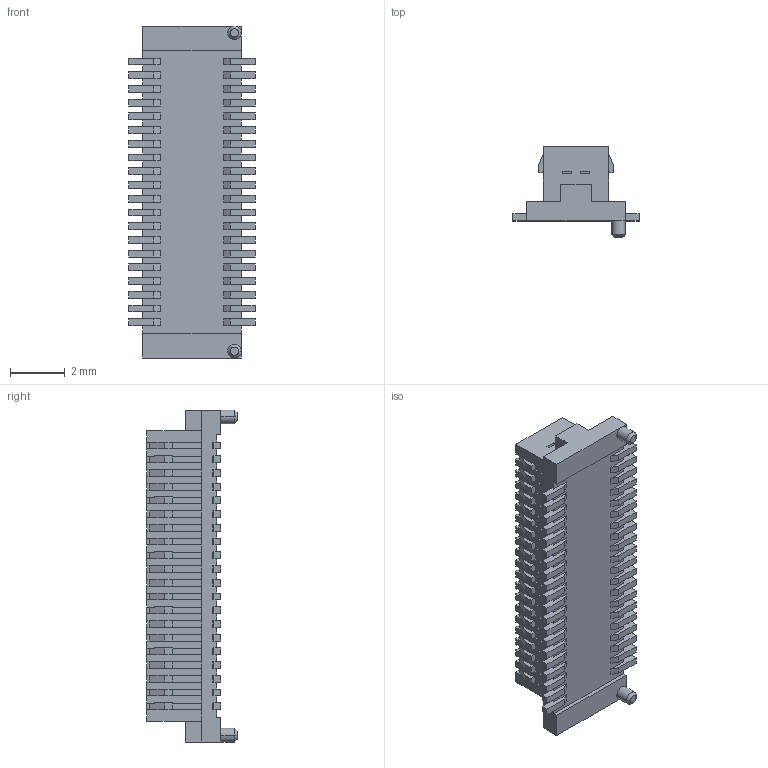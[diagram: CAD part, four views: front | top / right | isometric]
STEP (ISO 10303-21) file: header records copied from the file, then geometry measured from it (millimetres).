
FILE_DESCRIPTION(('OneSpaceDesigner STEP Export'),'2;1');
FILE_NAME('DF12A-40DS-0.5V.stp','2007-03-19T14:55:37',(''),(''),'OneSpace Designer STEP processor (Jan. 2003) for AP214(CD)(Solid Model)','OneSpace Designer 12.00 10-Sep-2003 (C) CoCreate Software GmbH','');
FILE_SCHEMA(('AUTOMOTIVE_DESIGN_CC2 {1 2 10303 214 -1 1 5 1}'));
Length unit declared in the file: millimetre
Products named in the file (1): DF12A-40DS-0.5V
Bounding box: 4.6 x 3.3 x 12.1 mm (x, y, z)
Volume: 74.3 mm3; surface area: 308.4 mm2
Topology: 1 solids, 27 shells, 1240 faces, 3662 edges, 2398 vertices
Faces by surface type: plane 1232, cylinder 4, cone 4
Entity records: 39091 total; most frequent: ORIENTED_EDGE 7324, CARTESIAN_POINT 7016, DIRECTION 5654, EDGE_CURVE 3662, VECTOR 3582, LINE 3582, VERTEX_POINT 2398, EDGE_LOOP 1242
